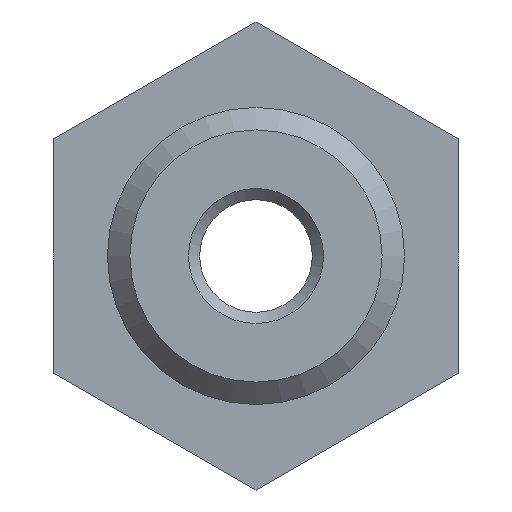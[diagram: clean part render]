
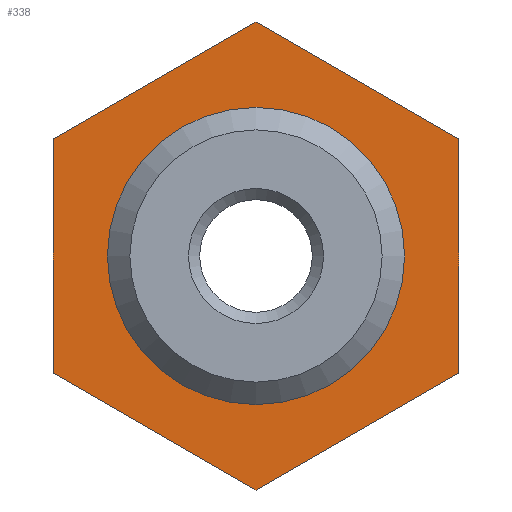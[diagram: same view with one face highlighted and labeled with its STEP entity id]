
A CAD part, left-side view. The second image highlights one B-rep face of the part: STEP entity #338.
In plain terms, the highlighted planar face has unit normal (-1, 0, 0).
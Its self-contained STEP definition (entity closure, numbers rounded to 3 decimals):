
#21 = DIRECTION ( 'NONE',  ( 0., 0., 1. ) ) ;
#25 = AXIS2_PLACEMENT_3D ( 'NONE', #110, #586, #363 ) ;
#28 = EDGE_CURVE ( 'NONE', #89, #184, #560, .T. ) ;
#30 = ORIENTED_EDGE ( 'NONE', *, *, #137, .T. ) ;
#31 = AXIS2_PLACEMENT_3D ( 'NONE', #504, #358, #210 ) ;
#44 = CARTESIAN_POINT ( 'NONE',  ( -8.936, 0., 10.392 ) ) ;
#63 = CARTESIAN_POINT ( 'NONE',  ( -8.936, 0., 10.392 ) ) ;
#65 = DIRECTION ( 'NONE',  ( 0., -0.866, 0.5 ) ) ;
#72 = LINE ( 'NONE', #310, #79 ) ;
#75 = DIRECTION ( 'NONE',  ( 0., -0.866, -0.5 ) ) ;
#79 = VECTOR ( 'NONE', #65, 1000. ) ;
#86 = DIRECTION ( 'NONE',  ( 0., 0.866, 0.5 ) ) ;
#89 = VERTEX_POINT ( 'NONE', #171 ) ;
#110 = CARTESIAN_POINT ( 'NONE',  ( -8.936, 0., 0. ) ) ;
#116 = VECTOR ( 'NONE', #479, 1000. ) ;
#131 = VERTEX_POINT ( 'NONE', #507 ) ;
#137 = EDGE_CURVE ( 'NONE', #429, #429, #238, .T. ) ;
#157 = EDGE_CURVE ( 'NONE', #561, #131, #214, .T. ) ;
#169 = CARTESIAN_POINT ( 'NONE',  ( -8.936, -9., -5.196 ) ) ;
#171 = CARTESIAN_POINT ( 'NONE',  ( -8.936, 0., -10.392 ) ) ;
#183 = EDGE_LOOP ( 'NONE', ( #276, #529, #564, #434, #324, #319 ) ) ;
#184 = VERTEX_POINT ( 'NONE', #403 ) ;
#192 = LINE ( 'NONE', #44, #116 ) ;
#209 = LINE ( 'NONE', #495, #520 ) ;
#210 = DIRECTION ( 'NONE',  ( 0., 1., 0. ) ) ;
#214 = LINE ( 'NONE', #169, #583 ) ;
#220 = VECTOR ( 'NONE', #75, 1000. ) ;
#225 = EDGE_CURVE ( 'NONE', #89, #561, #72, .T. ) ;
#238 = CIRCLE ( 'NONE', #25, 6.6 ) ;
#239 = VECTOR ( 'NONE', #86, 1000. ) ;
#252 = DIRECTION ( 'NONE',  ( 0., 0., 1. ) ) ;
#253 = FACE_BOUND ( 'NONE', #556, .T. ) ;
#276 = ORIENTED_EDGE ( 'NONE', *, *, #225, .T. ) ;
#310 = CARTESIAN_POINT ( 'NONE',  ( -8.936, 0., -10.392 ) ) ;
#319 = ORIENTED_EDGE ( 'NONE', *, *, #28, .F. ) ;
#320 = EDGE_CURVE ( 'NONE', #576, #131, #354, .T. ) ;
#324 = ORIENTED_EDGE ( 'NONE', *, *, #425, .F. ) ;
#338 = ADVANCED_FACE ( 'NONE', ( #496, #253 ), #395, .T. ) ;
#339 = CARTESIAN_POINT ( 'NONE',  ( -8.936, 0., 10.392 ) ) ;
#354 = LINE ( 'NONE', #63, #220 ) ;
#358 = DIRECTION ( 'NONE',  ( -1., 0., 0. ) ) ;
#363 = DIRECTION ( 'NONE',  ( 0., 1., 0. ) ) ;
#364 = CARTESIAN_POINT ( 'NONE',  ( -8.936, 9., 5.196 ) ) ;
#395 = PLANE ( 'NONE',  #31 ) ;
#403 = CARTESIAN_POINT ( 'NONE',  ( -8.936, 9., -5.196 ) ) ;
#419 = VERTEX_POINT ( 'NONE', #364 ) ;
#425 = EDGE_CURVE ( 'NONE', #184, #419, #209, .T. ) ;
#429 = VERTEX_POINT ( 'NONE', #615 ) ;
#434 = ORIENTED_EDGE ( 'NONE', *, *, #538, .T. ) ;
#479 = DIRECTION ( 'NONE',  ( 0., 0.866, -0.5 ) ) ;
#495 = CARTESIAN_POINT ( 'NONE',  ( -8.936, 9., -5.196 ) ) ;
#496 = FACE_OUTER_BOUND ( 'NONE', #183, .T. ) ;
#504 = CARTESIAN_POINT ( 'NONE',  ( -8.936, -9., -5.196 ) ) ;
#507 = CARTESIAN_POINT ( 'NONE',  ( -8.936, -9., 5.196 ) ) ;
#520 = VECTOR ( 'NONE', #21, 1000. ) ;
#529 = ORIENTED_EDGE ( 'NONE', *, *, #157, .T. ) ;
#532 = CARTESIAN_POINT ( 'NONE',  ( -8.936, -9., -5.196 ) ) ;
#538 = EDGE_CURVE ( 'NONE', #576, #419, #192, .T. ) ;
#556 = EDGE_LOOP ( 'NONE', ( #30 ) ) ;
#560 = LINE ( 'NONE', #597, #239 ) ;
#561 = VERTEX_POINT ( 'NONE', #532 ) ;
#564 = ORIENTED_EDGE ( 'NONE', *, *, #320, .F. ) ;
#576 = VERTEX_POINT ( 'NONE', #339 ) ;
#583 = VECTOR ( 'NONE', #252, 1000. ) ;
#586 = DIRECTION ( 'NONE',  ( 1., 0., 0. ) ) ;
#597 = CARTESIAN_POINT ( 'NONE',  ( -8.936, 0., -10.392 ) ) ;
#615 = CARTESIAN_POINT ( 'NONE',  ( -8.936, 6.6, 0. ) ) ;
